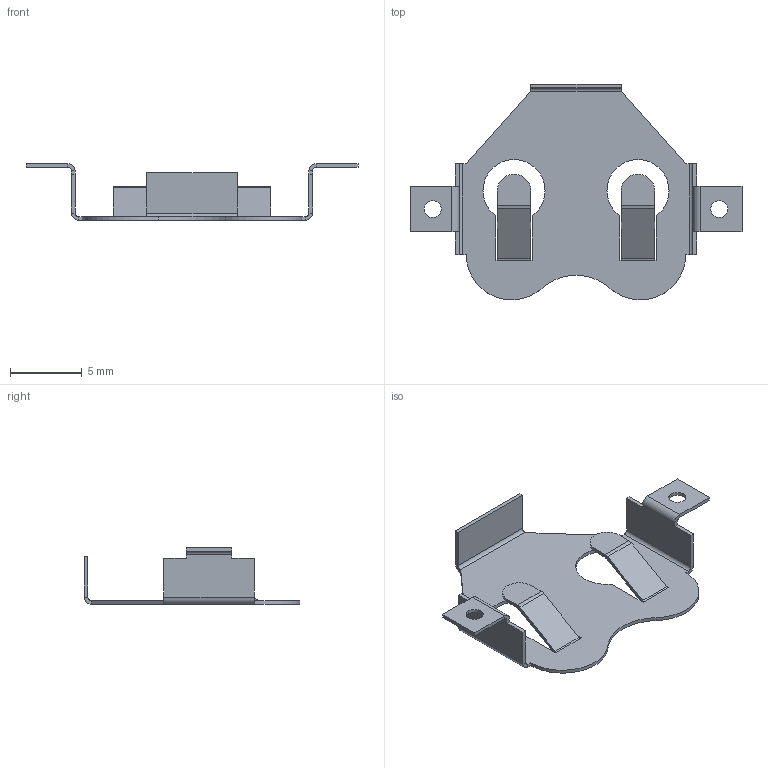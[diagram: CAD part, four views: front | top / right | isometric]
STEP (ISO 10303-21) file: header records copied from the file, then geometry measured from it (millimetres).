
FILE_DESCRIPTION (( 'STEP AP214' ), '1' );
FILE_NAME ('User Library-keystone-PN3016.STEP', '2020-06-27T17:22:45', ( '' ), ( '' ), 'SwSTEP 2.0', 'SolidWorks 2020', '' );
FILE_SCHEMA (( 'AUTOMOTIVE_DESIGN' ));
Length unit declared in the file: millimetre
Products named in the file (1): User Library-keystone-PN3016
Bounding box: 23.22 x 15.07 x 3.96 mm (x, y, z)
Volume: 65.7 mm3; surface area: 566.8 mm2
Topology: 1 solids, 1 shells, 129 faces, 307 edges, 180 vertices
Faces by surface type: plane 96, cylinder 33
Entity records: 3665 total; most frequent: DIRECTION 633, CARTESIAN_POINT 617, ORIENTED_EDGE 614, EDGE_CURVE 307, LINE 241, VECTOR 241, AXIS2_PLACEMENT_3D 196, VERTEX_POINT 180
